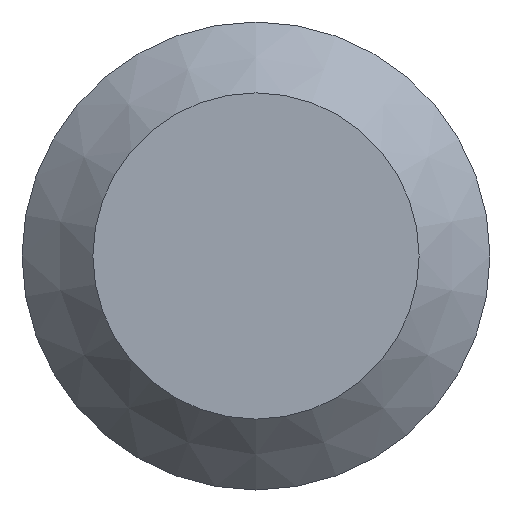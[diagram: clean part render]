
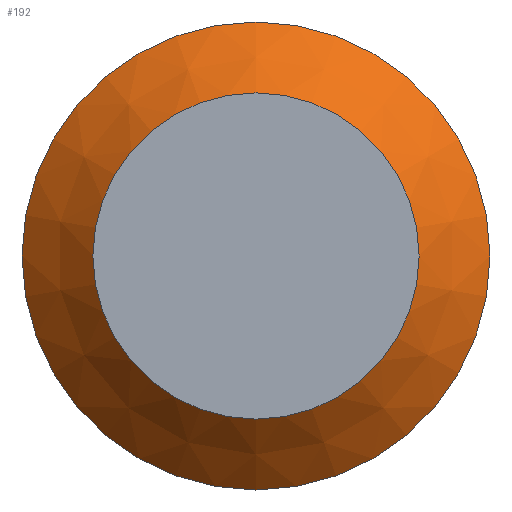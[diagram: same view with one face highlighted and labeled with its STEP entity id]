
A CAD part, front view. The second image highlights one B-rep face of the part: STEP entity #192.
In plain terms, the highlighted conical face has half-angle 45 degrees and reference radius 25.4 mm.
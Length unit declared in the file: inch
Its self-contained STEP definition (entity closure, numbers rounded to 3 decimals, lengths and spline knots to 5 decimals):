
#26=FACE_OUTER_BOUND('',#37,.T.);
#37=EDGE_LOOP('',(#139,#140,#141,#142,#143,#144));
#49=LINE('',#303,#69);
#69=VECTOR('',#248,1.);
#89=CIRCLE('',#224,0.0825);
#90=CIRCLE('',#225,0.0825);
#91=CIRCLE('',#226,0.0575);
#92=CIRCLE('',#227,0.0575);
#95=VERTEX_POINT('',#298);
#96=VERTEX_POINT('',#299);
#97=VERTEX_POINT('',#302);
#98=VERTEX_POINT('',#304);
#113=EDGE_CURVE('',#95,#96,#89,.T.);
#114=EDGE_CURVE('',#96,#95,#90,.T.);
#115=EDGE_CURVE('',#96,#97,#49,.T.);
#116=EDGE_CURVE('',#98,#97,#91,.T.);
#117=EDGE_CURVE('',#97,#98,#92,.T.);
#139=ORIENTED_EDGE('',*,*,#113,.F.);
#140=ORIENTED_EDGE('',*,*,#114,.F.);
#141=ORIENTED_EDGE('',*,*,#115,.T.);
#142=ORIENTED_EDGE('',*,*,#116,.F.);
#143=ORIENTED_EDGE('',*,*,#117,.F.);
#144=ORIENTED_EDGE('',*,*,#115,.F.);
#191=CONICAL_SURFACE('',#223,1.,0.785);
#192=ADVANCED_FACE('',(#26),#191,.T.);
#223=AXIS2_PLACEMENT_3D('',#297,#242,#243);
#224=AXIS2_PLACEMENT_3D('',#300,#244,#245);
#225=AXIS2_PLACEMENT_3D('',#301,#246,#247);
#226=AXIS2_PLACEMENT_3D('',#305,#249,#250);
#227=AXIS2_PLACEMENT_3D('',#306,#251,#252);
#242=DIRECTION('center_axis',(0.,1.,0.));
#243=DIRECTION('ref_axis',(0.,0.,1.));
#244=DIRECTION('center_axis',(0.,1.,0.));
#245=DIRECTION('ref_axis',(0.,0.,1.));
#246=DIRECTION('center_axis',(0.,1.,0.));
#247=DIRECTION('ref_axis',(0.,0.,1.));
#248=DIRECTION('',(0.,-0.707,0.707));
#249=DIRECTION('center_axis',(0.,-1.,0.));
#250=DIRECTION('ref_axis',(0.,0.,1.));
#251=DIRECTION('center_axis',(0.,-1.,0.));
#252=DIRECTION('ref_axis',(0.,0.,1.));
#297=CARTESIAN_POINT('Origin',(0.,0.4425,0.));
#298=CARTESIAN_POINT('',(0.,-0.475,0.0825));
#299=CARTESIAN_POINT('',(0.,-0.475,-0.0825));
#300=CARTESIAN_POINT('Origin',(0.,-0.475,0.));
#301=CARTESIAN_POINT('Origin',(0.,-0.475,0.));
#302=CARTESIAN_POINT('',(0.,-0.5,-0.0575));
#303=CARTESIAN_POINT('',(0.,0.4425,-1.));
#304=CARTESIAN_POINT('',(0.,-0.5,0.0575));
#305=CARTESIAN_POINT('Origin',(0.,-0.5,0.));
#306=CARTESIAN_POINT('Origin',(0.,-0.5,0.));
